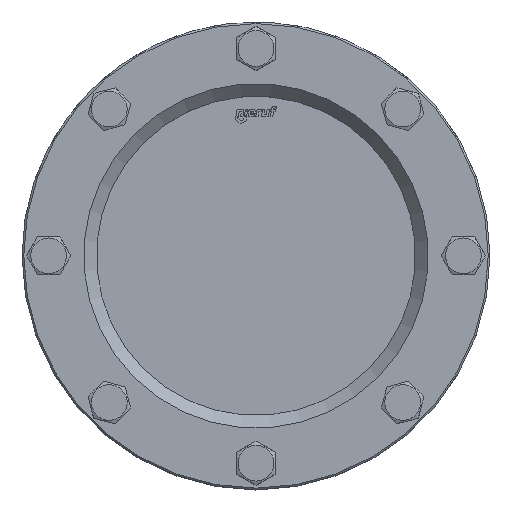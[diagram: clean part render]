
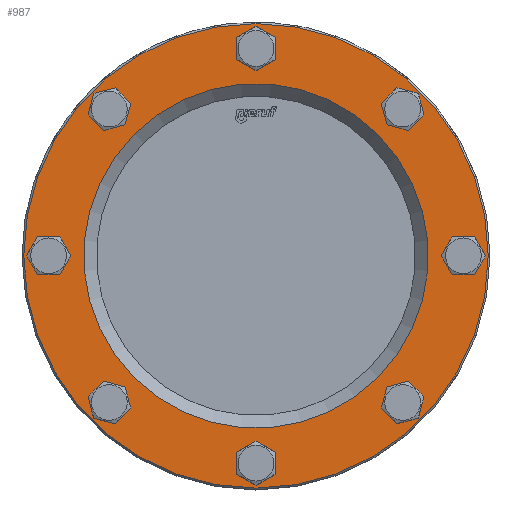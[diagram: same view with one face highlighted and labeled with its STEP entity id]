
A CAD part, top view. The second image highlights one B-rep face of the part: STEP entity #987.
In plain terms, the highlighted planar face has unit normal (0, 0, 1).
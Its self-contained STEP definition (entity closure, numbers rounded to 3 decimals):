
#317=CARTESIAN_POINT('',(73.539,64.347,25.5));
#318=VERTEX_POINT('',#317);
#327=CARTESIAN_POINT('',(64.347,73.539,25.5));
#328=VERTEX_POINT('',#327);
#329=CARTESIAN_POINT('',(68.943,68.943,25.5));
#330=DIRECTION('',(0.,0.,1.));
#331=DIRECTION('',(0.707,-0.707,0.));
#332=AXIS2_PLACEMENT_3D('',#329,#330,#331);
#333=CIRCLE('',#332,6.5);
#334=EDGE_CURVE('NONE',#318,#328,#333,.T.);
#336=CARTESIAN_POINT('',(68.943,68.943,25.5));
#337=DIRECTION('',(0.,0.,1.));
#338=DIRECTION('',(0.707,-0.707,0.));
#339=AXIS2_PLACEMENT_3D('',#336,#337,#338);
#340=CIRCLE('',#339,6.5);
#341=EDGE_CURVE('NONE',#328,#318,#340,.T.);
#368=CARTESIAN_POINT('',(102.096,-4.596,25.5));
#369=VERTEX_POINT('',#368);
#378=CARTESIAN_POINT('',(92.904,4.596,25.5));
#379=VERTEX_POINT('',#378);
#380=CARTESIAN_POINT('',(97.5,-0.,25.5));
#381=DIRECTION('',(0.,0.,1.));
#382=DIRECTION('',(0.707,-0.707,0.));
#383=AXIS2_PLACEMENT_3D('',#380,#381,#382);
#384=CIRCLE('',#383,6.5);
#385=EDGE_CURVE('NONE',#369,#379,#384,.T.);
#387=CARTESIAN_POINT('',(97.5,-0.,25.5));
#388=DIRECTION('',(0.,0.,1.));
#389=DIRECTION('',(0.707,-0.707,0.));
#390=AXIS2_PLACEMENT_3D('',#387,#388,#389);
#391=CIRCLE('',#390,6.5);
#392=EDGE_CURVE('NONE',#379,#369,#391,.T.);
#419=CARTESIAN_POINT('',(73.539,-73.539,25.5));
#420=VERTEX_POINT('',#419);
#429=CARTESIAN_POINT('',(64.347,-64.347,25.5));
#430=VERTEX_POINT('',#429);
#431=CARTESIAN_POINT('',(68.943,-68.943,25.5));
#432=DIRECTION('',(0.,0.,1.));
#433=DIRECTION('',(0.707,-0.707,0.));
#434=AXIS2_PLACEMENT_3D('',#431,#432,#433);
#435=CIRCLE('',#434,6.5);
#436=EDGE_CURVE('NONE',#420,#430,#435,.T.);
#438=CARTESIAN_POINT('',(68.943,-68.943,25.5));
#439=DIRECTION('',(0.,0.,1.));
#440=DIRECTION('',(0.707,-0.707,0.));
#441=AXIS2_PLACEMENT_3D('',#438,#439,#440);
#442=CIRCLE('',#441,6.5);
#443=EDGE_CURVE('NONE',#430,#420,#442,.T.);
#470=CARTESIAN_POINT('',(4.596,-102.096,25.5));
#471=VERTEX_POINT('',#470);
#480=CARTESIAN_POINT('',(-4.596,-92.904,25.5));
#481=VERTEX_POINT('',#480);
#482=CARTESIAN_POINT('',(-0.,-97.5,25.5));
#483=DIRECTION('',(0.,0.,1.));
#484=DIRECTION('',(0.707,-0.707,0.));
#485=AXIS2_PLACEMENT_3D('',#482,#483,#484);
#486=CIRCLE('',#485,6.5);
#487=EDGE_CURVE('NONE',#471,#481,#486,.T.);
#489=CARTESIAN_POINT('',(-0.,-97.5,25.5));
#490=DIRECTION('',(0.,0.,1.));
#491=DIRECTION('',(0.707,-0.707,0.));
#492=AXIS2_PLACEMENT_3D('',#489,#490,#491);
#493=CIRCLE('',#492,6.5);
#494=EDGE_CURVE('NONE',#481,#471,#493,.T.);
#521=CARTESIAN_POINT('',(-64.347,-73.539,25.5));
#522=VERTEX_POINT('',#521);
#531=CARTESIAN_POINT('',(-73.539,-64.347,25.5));
#532=VERTEX_POINT('',#531);
#533=CARTESIAN_POINT('',(-68.943,-68.943,25.5));
#534=DIRECTION('',(0.,0.,1.));
#535=DIRECTION('',(0.707,-0.707,0.));
#536=AXIS2_PLACEMENT_3D('',#533,#534,#535);
#537=CIRCLE('',#536,6.5);
#538=EDGE_CURVE('NONE',#522,#532,#537,.T.);
#540=CARTESIAN_POINT('',(-68.943,-68.943,25.5));
#541=DIRECTION('',(0.,0.,1.));
#542=DIRECTION('',(0.707,-0.707,0.));
#543=AXIS2_PLACEMENT_3D('',#540,#541,#542);
#544=CIRCLE('',#543,6.5);
#545=EDGE_CURVE('NONE',#532,#522,#544,.T.);
#572=CARTESIAN_POINT('',(-92.904,-4.596,25.5));
#573=VERTEX_POINT('',#572);
#582=CARTESIAN_POINT('',(-102.096,4.596,25.5));
#583=VERTEX_POINT('',#582);
#584=CARTESIAN_POINT('',(-97.5,0.,25.5));
#585=DIRECTION('',(0.,0.,1.));
#586=DIRECTION('',(0.707,-0.707,0.));
#587=AXIS2_PLACEMENT_3D('',#584,#585,#586);
#588=CIRCLE('',#587,6.5);
#589=EDGE_CURVE('NONE',#573,#583,#588,.T.);
#591=CARTESIAN_POINT('',(-97.5,0.,25.5));
#592=DIRECTION('',(0.,0.,1.));
#593=DIRECTION('',(0.707,-0.707,0.));
#594=AXIS2_PLACEMENT_3D('',#591,#592,#593);
#595=CIRCLE('',#594,6.5);
#596=EDGE_CURVE('NONE',#583,#573,#595,.T.);
#623=CARTESIAN_POINT('',(-64.347,64.347,25.5));
#624=VERTEX_POINT('',#623);
#633=CARTESIAN_POINT('',(-73.539,73.539,25.5));
#634=VERTEX_POINT('',#633);
#635=CARTESIAN_POINT('',(-68.943,68.943,25.5));
#636=DIRECTION('',(0.,0.,1.));
#637=DIRECTION('',(0.707,-0.707,0.));
#638=AXIS2_PLACEMENT_3D('',#635,#636,#637);
#639=CIRCLE('',#638,6.5);
#640=EDGE_CURVE('NONE',#624,#634,#639,.T.);
#642=CARTESIAN_POINT('',(-68.943,68.943,25.5));
#643=DIRECTION('',(0.,0.,1.));
#644=DIRECTION('',(0.707,-0.707,0.));
#645=AXIS2_PLACEMENT_3D('',#642,#643,#644);
#646=CIRCLE('',#645,6.5);
#647=EDGE_CURVE('NONE',#634,#624,#646,.T.);
#674=CARTESIAN_POINT('',(4.596,92.904,25.5));
#675=VERTEX_POINT('',#674);
#684=CARTESIAN_POINT('',(-4.596,102.096,25.5));
#685=VERTEX_POINT('',#684);
#686=CARTESIAN_POINT('',(0.,97.5,25.5));
#687=DIRECTION('',(0.,0.,1.));
#688=DIRECTION('',(0.707,-0.707,0.));
#689=AXIS2_PLACEMENT_3D('',#686,#687,#688);
#690=CIRCLE('',#689,6.5);
#691=EDGE_CURVE('NONE',#675,#685,#690,.T.);
#693=CARTESIAN_POINT('',(0.,97.5,25.5));
#694=DIRECTION('',(0.,0.,1.));
#695=DIRECTION('',(0.707,-0.707,0.));
#696=AXIS2_PLACEMENT_3D('',#693,#694,#695);
#697=CIRCLE('',#696,6.5);
#698=EDGE_CURVE('NONE',#685,#675,#697,.T.);
#896=CARTESIAN_POINT('',(57.276,-57.276,25.5));
#897=VERTEX_POINT('',#896);
#904=CARTESIAN_POINT('',(-57.276,57.276,25.5));
#905=VERTEX_POINT('',#904);
#906=CARTESIAN_POINT('',(0.,-0.,25.5));
#907=DIRECTION('',(-0.,-0.,-1.));
#908=DIRECTION('',(0.707,-0.707,0.));
#909=AXIS2_PLACEMENT_3D('',#906,#907,#908);
#910=CIRCLE('',#909,81.);
#911=EDGE_CURVE('NONE',#905,#897,#910,.T.);
#913=CARTESIAN_POINT('',(0.,-0.,25.5));
#914=DIRECTION('',(-0.,-0.,-1.));
#915=DIRECTION('',(0.707,-0.707,0.));
#916=AXIS2_PLACEMENT_3D('',#913,#914,#915);
#917=CIRCLE('',#916,81.);
#918=EDGE_CURVE('NONE',#897,#905,#917,.T.);
#926=CARTESIAN_POINT('',(57.276,57.276,25.5));
#927=DIRECTION('',(0.,0.,1.));
#928=DIRECTION('',(0.707,-0.707,0.));
#929=AXIS2_PLACEMENT_3D('',#926,#927,#928);
#930=PLANE('',#929);
#931=CARTESIAN_POINT('',(109.2,-0.,25.5));
#932=VERTEX_POINT('',#931);
#933=CARTESIAN_POINT('',(-109.2,0.,25.5));
#934=VERTEX_POINT('',#933);
#935=CARTESIAN_POINT('',(0.,-0.,25.5));
#936=DIRECTION('',(0.,0.,1.));
#937=DIRECTION('',(1.,0.,-0.));
#938=AXIS2_PLACEMENT_3D('',#935,#936,#937);
#939=CIRCLE('',#938,109.2);
#940=EDGE_CURVE('',#932,#934,#939,.T.);
#941=ORIENTED_EDGE('',*,*,#940,.T.);
#942=CARTESIAN_POINT('',(0.,-0.,25.5));
#943=DIRECTION('',(0.,0.,1.));
#944=DIRECTION('',(1.,0.,-0.));
#945=AXIS2_PLACEMENT_3D('',#942,#943,#944);
#946=CIRCLE('',#945,109.2);
#947=EDGE_CURVE('',#934,#932,#946,.T.);
#948=ORIENTED_EDGE('',*,*,#947,.T.);
#949=EDGE_LOOP('',(#941,#948));
#950=FACE_BOUND('',#949,.T.);
#951=ORIENTED_EDGE('',*,*,#334,.F.);
#952=ORIENTED_EDGE('',*,*,#341,.F.);
#953=EDGE_LOOP('',(#951,#952));
#954=FACE_BOUND('',#953,.T.);
#955=ORIENTED_EDGE('',*,*,#385,.F.);
#956=ORIENTED_EDGE('',*,*,#392,.F.);
#957=EDGE_LOOP('',(#955,#956));
#958=FACE_BOUND('',#957,.T.);
#959=ORIENTED_EDGE('',*,*,#436,.F.);
#960=ORIENTED_EDGE('',*,*,#443,.F.);
#961=EDGE_LOOP('',(#959,#960));
#962=FACE_BOUND('',#961,.T.);
#963=ORIENTED_EDGE('',*,*,#487,.F.);
#964=ORIENTED_EDGE('',*,*,#494,.F.);
#965=EDGE_LOOP('',(#963,#964));
#966=FACE_BOUND('',#965,.T.);
#967=ORIENTED_EDGE('',*,*,#538,.F.);
#968=ORIENTED_EDGE('',*,*,#545,.F.);
#969=EDGE_LOOP('',(#967,#968));
#970=FACE_BOUND('',#969,.T.);
#971=ORIENTED_EDGE('',*,*,#589,.F.);
#972=ORIENTED_EDGE('',*,*,#596,.F.);
#973=EDGE_LOOP('',(#971,#972));
#974=FACE_BOUND('',#973,.T.);
#975=ORIENTED_EDGE('',*,*,#640,.F.);
#976=ORIENTED_EDGE('',*,*,#647,.F.);
#977=EDGE_LOOP('',(#975,#976));
#978=FACE_BOUND('',#977,.T.);
#979=ORIENTED_EDGE('',*,*,#691,.F.);
#980=ORIENTED_EDGE('',*,*,#698,.F.);
#981=EDGE_LOOP('',(#979,#980));
#982=FACE_BOUND('',#981,.T.);
#983=ORIENTED_EDGE('',*,*,#918,.T.);
#984=ORIENTED_EDGE('',*,*,#911,.T.);
#985=EDGE_LOOP('',(#983,#984));
#986=FACE_BOUND('',#985,.T.);
#987=ADVANCED_FACE('NONE',(#950,#954,#958,#962,#966,#970,#974,#978,#982,#986),#930,.T.);
